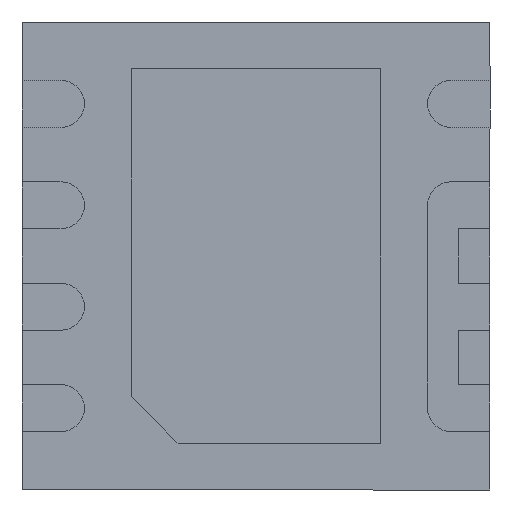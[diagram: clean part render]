
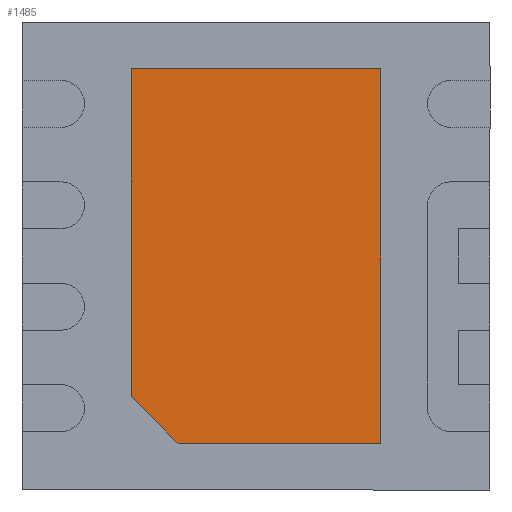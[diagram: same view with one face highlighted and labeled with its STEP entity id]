
A CAD part, front view. The second image highlights one B-rep face of the part: STEP entity #1485.
In plain terms, the highlighted planar face has unit normal (0, -1, 0).
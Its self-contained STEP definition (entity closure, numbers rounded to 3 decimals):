
#225 = DIRECTION ( 'NONE',  ( 0.707, 0., -0.707 ) ) ;
#266 = FACE_OUTER_BOUND ( 'NONE', #2152, .T. ) ;
#358 = VECTOR ( 'NONE', #2054, 1000. ) ;
#439 = EDGE_CURVE ( 'NONE', #1791, #1673, #1946, .T. ) ;
#525 = DIRECTION ( 'NONE',  ( 0., -1., 0. ) ) ;
#607 = CARTESIAN_POINT ( 'NONE',  ( 0.8, 0., 1.2 ) ) ;
#665 = DIRECTION ( 'NONE',  ( -1., 0., 0. ) ) ;
#805 = CARTESIAN_POINT ( 'NONE',  ( -0.8, 0., 1.2 ) ) ;
#823 = VECTOR ( 'NONE', #225, 1000. ) ;
#892 = DIRECTION ( 'NONE',  ( 0., 0., -1. ) ) ;
#1083 = CARTESIAN_POINT ( 'NONE',  ( 0.8, 0., -1.2 ) ) ;
#1123 = CARTESIAN_POINT ( 'NONE',  ( -0.8, 0., 1.2 ) ) ;
#1137 = LINE ( 'NONE', #1123, #1406 ) ;
#1214 = EDGE_CURVE ( 'NONE', #2469, #1791, #1137, .T. ) ;
#1234 = VECTOR ( 'NONE', #2418, 1000. ) ;
#1322 = ORIENTED_EDGE ( 'NONE', *, *, #439, .T. ) ;
#1363 = AXIS2_PLACEMENT_3D ( 'NONE', #1690, #525, #2692 ) ;
#1375 = ORIENTED_EDGE ( 'NONE', *, *, #2015, .T. ) ;
#1406 = VECTOR ( 'NONE', #892, 1000. ) ;
#1416 = CARTESIAN_POINT ( 'NONE',  ( 0.8, 0., -1.2 ) ) ;
#1485 = ADVANCED_FACE ( 'NONE', ( #266 ), #2252, .T. ) ;
#1552 = VERTEX_POINT ( 'NONE', #607 ) ;
#1587 = ORIENTED_EDGE ( 'NONE', *, *, #3038, .T. ) ;
#1650 = LINE ( 'NONE', #2937, #1700 ) ;
#1673 = VERTEX_POINT ( 'NONE', #2199 ) ;
#1690 = CARTESIAN_POINT ( 'NONE',  ( 0., 0., 0. ) ) ;
#1700 = VECTOR ( 'NONE', #665, 1000. ) ;
#1791 = VERTEX_POINT ( 'NONE', #2473 ) ;
#1946 = LINE ( 'NONE', #2934, #823 ) ;
#2015 = EDGE_CURVE ( 'NONE', #2076, #1552, #2670, .T. ) ;
#2030 = EDGE_CURVE ( 'NONE', #1673, #2076, #3076, .T. ) ;
#2054 = DIRECTION ( 'NONE',  ( 1., 0., 0. ) ) ;
#2076 = VERTEX_POINT ( 'NONE', #1083 ) ;
#2152 = EDGE_LOOP ( 'NONE', ( #2891, #1375, #1587, #2591, #1322 ) ) ;
#2199 = CARTESIAN_POINT ( 'NONE',  ( -0.5, 0., -1.2 ) ) ;
#2252 = PLANE ( 'NONE',  #1363 ) ;
#2343 = CARTESIAN_POINT ( 'NONE',  ( -0.5, 0., -1.2 ) ) ;
#2418 = DIRECTION ( 'NONE',  ( 0., 0., 1. ) ) ;
#2469 = VERTEX_POINT ( 'NONE', #805 ) ;
#2473 = CARTESIAN_POINT ( 'NONE',  ( -0.8, 0., -0.9 ) ) ;
#2591 = ORIENTED_EDGE ( 'NONE', *, *, #1214, .T. ) ;
#2670 = LINE ( 'NONE', #1416, #1234 ) ;
#2692 = DIRECTION ( 'NONE',  ( 0., 0., -1. ) ) ;
#2891 = ORIENTED_EDGE ( 'NONE', *, *, #2030, .T. ) ;
#2934 = CARTESIAN_POINT ( 'NONE',  ( -0.8, 0., -0.9 ) ) ;
#2937 = CARTESIAN_POINT ( 'NONE',  ( 0.8, 0., 1.2 ) ) ;
#3038 = EDGE_CURVE ( 'NONE', #1552, #2469, #1650, .T. ) ;
#3076 = LINE ( 'NONE', #2343, #358 ) ;
